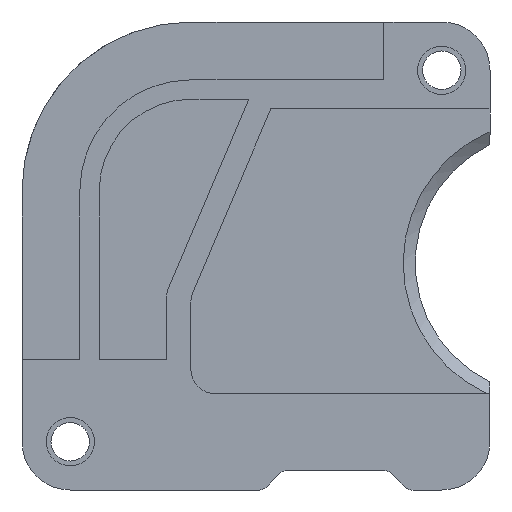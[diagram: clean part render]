
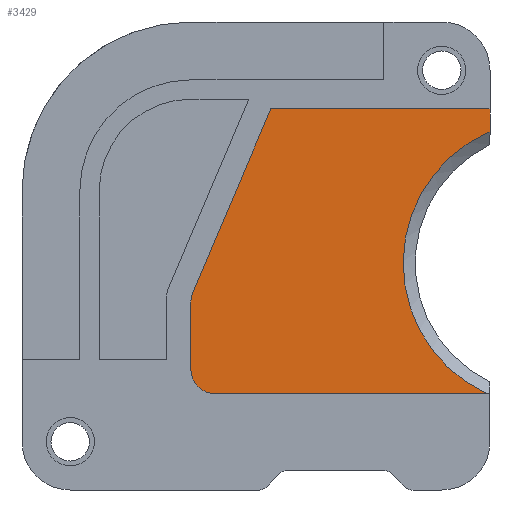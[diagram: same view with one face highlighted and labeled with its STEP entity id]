
A CAD part, left-side view. The second image highlights one B-rep face of the part: STEP entity #3429.
In plain terms, the highlighted planar face has unit normal (-1, 0, 0).
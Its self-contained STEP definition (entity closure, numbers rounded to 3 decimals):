
#132 = EDGE_CURVE ( 'NONE', #1153, #756, #2649, .T. ) ;
#191 = ORIENTED_EDGE ( 'NONE', *, *, #418, .T. ) ;
#278 = CARTESIAN_POINT ( 'NONE',  ( 2.5, -48.5, 0. ) ) ;
#320 = LINE ( 'NONE', #2372, #1487 ) ;
#418 = EDGE_CURVE ( 'NONE', #756, #3374, #1246, .T. ) ;
#464 = DIRECTION ( 'NONE',  ( -1., 0., 0. ) ) ;
#601 = VERTEX_POINT ( 'NONE', #2250 ) ;
#640 = CIRCLE ( 'NONE', #993, 5. ) ;
#716 = FACE_OUTER_BOUND ( 'NONE', #1097, .T. ) ;
#732 = VERTEX_POINT ( 'NONE', #2395 ) ;
#756 = VERTEX_POINT ( 'NONE', #3027 ) ;
#801 = EDGE_CURVE ( 'NONE', #2551, #732, #3639, .T. ) ;
#831 = VECTOR ( 'NONE', #3483, 1000. ) ;
#993 = AXIS2_PLACEMENT_3D ( 'NONE', #2002, #2909, #2294 ) ;
#1014 = VECTOR ( 'NONE', #1809, 1000. ) ;
#1050 = CARTESIAN_POINT ( 'NONE',  ( 2.5, -48.5, 30.5 ) ) ;
#1097 = EDGE_LOOP ( 'NONE', ( #2090, #2568, #191, #1905, #2859, #2970, #3944, #2635 ) ) ;
#1153 = VERTEX_POINT ( 'NONE', #3747 ) ;
#1246 = LINE ( 'NONE', #278, #1014 ) ;
#1338 = VECTOR ( 'NONE', #3543, 1000. ) ;
#1459 = DIRECTION ( 'NONE',  ( 0., 1., 0. ) ) ;
#1487 = VECTOR ( 'NONE', #1459, 1000. ) ;
#1543 = LINE ( 'NONE', #3813, #831 ) ;
#1573 = AXIS2_PLACEMENT_3D ( 'NONE', #3871, #464, #2045 ) ;
#1612 = CARTESIAN_POINT ( 'NONE',  ( 2.5, -60.2, -1.5 ) ) ;
#1660 = CARTESIAN_POINT ( 'NONE',  ( 2.5, 0., -28.5 ) ) ;
#1662 = EDGE_CURVE ( 'NONE', #1713, #2551, #3971, .T. ) ;
#1703 = VERTEX_POINT ( 'NONE', #3858 ) ;
#1713 = VERTEX_POINT ( 'NONE', #1717 ) ;
#1717 = CARTESIAN_POINT ( 'NONE',  ( 2.5, -3.083, 30.5 ) ) ;
#1809 = DIRECTION ( 'NONE',  ( 0., 0., 1. ) ) ;
#1905 = ORIENTED_EDGE ( 'NONE', *, *, #3495, .T. ) ;
#1940 = AXIS2_PLACEMENT_3D ( 'NONE', #1612, #3191, #3502 ) ;
#1975 = AXIS2_PLACEMENT_3D ( 'NONE', #3044, #3001, #3652 ) ;
#2002 = CARTESIAN_POINT ( 'NONE',  ( 2.5, 8.5, -23.5 ) ) ;
#2045 = DIRECTION ( 'NONE',  ( 0., 0., 1. ) ) ;
#2090 = ORIENTED_EDGE ( 'NONE', *, *, #3891, .F. ) ;
#2250 = CARTESIAN_POINT ( 'NONE',  ( 2.5, 8.5, -28.5 ) ) ;
#2294 = DIRECTION ( 'NONE',  ( 0., 0., 1. ) ) ;
#2372 = CARTESIAN_POINT ( 'NONE',  ( 2.5, 0., 30.5 ) ) ;
#2395 = CARTESIAN_POINT ( 'NONE',  ( 2.5, 13.5, -9.537 ) ) ;
#2551 = VERTEX_POINT ( 'NONE', #2771 ) ;
#2568 = ORIENTED_EDGE ( 'NONE', *, *, #132, .T. ) ;
#2635 = ORIENTED_EDGE ( 'NONE', *, *, #3831, .F. ) ;
#2649 = CIRCLE ( 'NONE', #1940, 29.7 ) ;
#2664 = EDGE_CURVE ( 'NONE', #732, #1703, #1543, .T. ) ;
#2665 = PLANE ( 'NONE',  #1573 ) ;
#2771 = CARTESIAN_POINT ( 'NONE',  ( 2.5, 13.102, -7.581 ) ) ;
#2859 = ORIENTED_EDGE ( 'NONE', *, *, #1662, .T. ) ;
#2909 = DIRECTION ( 'NONE',  ( 1., 0., 0. ) ) ;
#2970 = ORIENTED_EDGE ( 'NONE', *, *, #801, .T. ) ;
#3000 = LINE ( 'NONE', #1660, #3763 ) ;
#3001 = DIRECTION ( 'NONE',  ( -1., 0., 0. ) ) ;
#3027 = CARTESIAN_POINT ( 'NONE',  ( 2.5, -48.5, 25.798 ) ) ;
#3044 = CARTESIAN_POINT ( 'NONE',  ( 2.5, 8.5, -9.537 ) ) ;
#3191 = DIRECTION ( 'NONE',  ( 1., 0., 0. ) ) ;
#3203 = CARTESIAN_POINT ( 'NONE',  ( 2.5, 8.368, 3.556 ) ) ;
#3374 = VERTEX_POINT ( 'NONE', #1050 ) ;
#3429 = ADVANCED_FACE ( 'NONE', ( #716 ), #2665, .T. ) ;
#3483 = DIRECTION ( 'NONE',  ( 0., 0., -1. ) ) ;
#3495 = EDGE_CURVE ( 'NONE', #3374, #1713, #320, .T. ) ;
#3502 = DIRECTION ( 'NONE',  ( 0., 0., 1. ) ) ;
#3543 = DIRECTION ( 'NONE',  ( 0., 0.391, -0.92 ) ) ;
#3639 = CIRCLE ( 'NONE', #1975, 5. ) ;
#3652 = DIRECTION ( 'NONE',  ( 0., 0., 1. ) ) ;
#3747 = CARTESIAN_POINT ( 'NONE',  ( 2.5, -47.827, -28.5 ) ) ;
#3763 = VECTOR ( 'NONE', #3797, 1000. ) ;
#3797 = DIRECTION ( 'NONE',  ( 0., 1., 0. ) ) ;
#3813 = CARTESIAN_POINT ( 'NONE',  ( 2.5, 13.5, 0. ) ) ;
#3831 = EDGE_CURVE ( 'NONE', #601, #1703, #640, .T. ) ;
#3858 = CARTESIAN_POINT ( 'NONE',  ( 2.5, 13.5, -23.5 ) ) ;
#3871 = CARTESIAN_POINT ( 'NONE',  ( 2.5, 0., 0. ) ) ;
#3891 = EDGE_CURVE ( 'NONE', #1153, #601, #3000, .T. ) ;
#3944 = ORIENTED_EDGE ( 'NONE', *, *, #2664, .T. ) ;
#3971 = LINE ( 'NONE', #3203, #1338 ) ;
